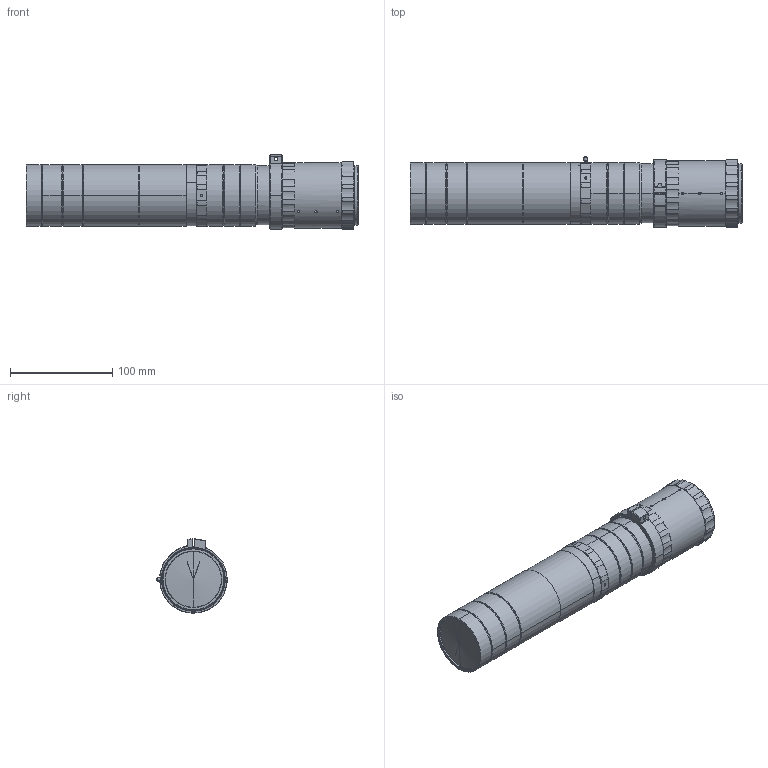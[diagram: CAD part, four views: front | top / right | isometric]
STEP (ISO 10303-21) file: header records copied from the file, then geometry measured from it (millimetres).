
FILE_DESCRIPTION (( 'STEP AP203' ), '1' );
FILE_NAME ('DTCA35F-29.3-G-M58-AL.STEP', '2023-08-22T08:11:55', ( '' ), ( '' ), 'SwSTEP 2.0', 'SolidWorks 2017', '' );
FILE_SCHEMA (( 'CONFIG_CONTROL_DESIGN' ));
Length unit declared in the file: millimetre
Products named in the file (1): DTCA35F-29.3-G-M58-AL
Bounding box: 323.95 x 68.76 x 72.49 mm (x, y, z)
Volume: 879289 mm3; surface area: 87880 mm2
Topology: 1 solids, 3 shells, 510 faces, 1368 edges, 859 vertices
Faces by surface type: cylinder 207, cone 193, plane 100, bspline 10
Entity records: 17358 total; most frequent: CARTESIAN_POINT 4446, DIRECTION 2769, ORIENTED_EDGE 2728, EDGE_CURVE 1364, AXIS2_PLACEMENT_3D 1153, VERTEX_POINT 859, CIRCLE 652, EDGE_LOOP 563
